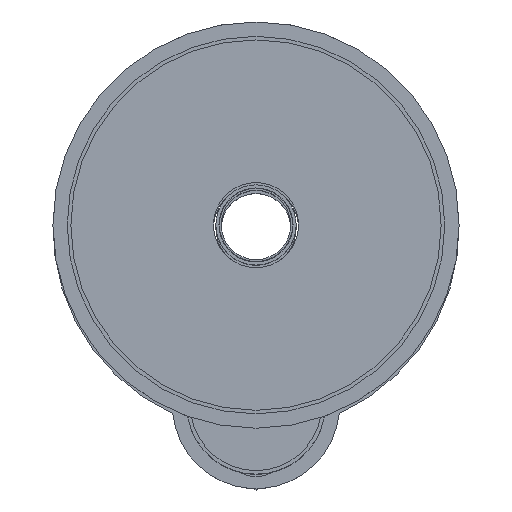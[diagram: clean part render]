
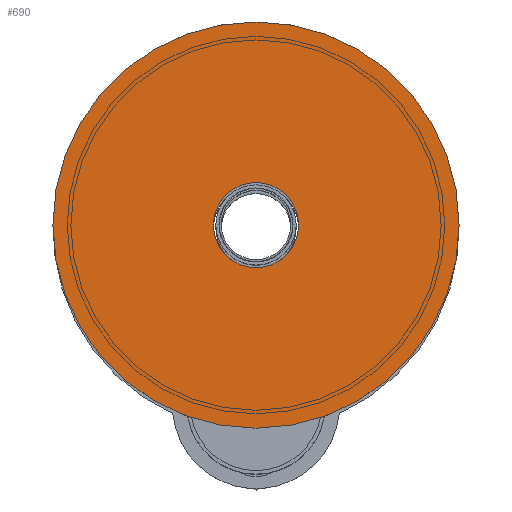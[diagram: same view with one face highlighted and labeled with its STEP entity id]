
A CAD part, top view. The second image highlights one B-rep face of the part: STEP entity #690.
In plain terms, the highlighted planar face has unit normal (0, 0, 1).
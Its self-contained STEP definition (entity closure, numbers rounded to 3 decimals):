
#60=PLANE('',#792);
#152=FACE_BOUND('',#285,.T.);
#204=FACE_OUTER_BOUND('',#284,.T.);
#284=EDGE_LOOP('',(#610));
#285=EDGE_LOOP('',(#611));
#332=CIRCLE('',#787,17.8);
#334=CIRCLE('',#790,85.);
#392=VERTEX_POINT('',#1190);
#394=VERTEX_POINT('',#1195);
#466=EDGE_CURVE('',#392,#392,#332,.T.);
#468=EDGE_CURVE('',#394,#394,#334,.T.);
#610=ORIENTED_EDGE('',*,*,#468,.F.);
#611=ORIENTED_EDGE('',*,*,#466,.T.);
#690=ADVANCED_FACE('',(#204,#152),#60,.F.);
#787=AXIS2_PLACEMENT_3D('',#1191,#996,#997);
#790=AXIS2_PLACEMENT_3D('',#1196,#1002,#1003);
#792=AXIS2_PLACEMENT_3D('',#1199,#1006,#1007);
#996=DIRECTION('center_axis',(0.,0.,-1.));
#997=DIRECTION('ref_axis',(-1.,0.,0.));
#1002=DIRECTION('center_axis',(0.,0.,-1.));
#1003=DIRECTION('ref_axis',(-1.,0.,0.));
#1006=DIRECTION('center_axis',(0.,0.,-1.));
#1007=DIRECTION('ref_axis',(-1.,0.,0.));
#1190=CARTESIAN_POINT('',(17.8,0.,753.));
#1191=CARTESIAN_POINT('Origin',(0.,0.,753.));
#1195=CARTESIAN_POINT('',(85.,0.,753.));
#1196=CARTESIAN_POINT('Origin',(0.,0.,753.));
#1199=CARTESIAN_POINT('Origin',(0.,0.,753.));
